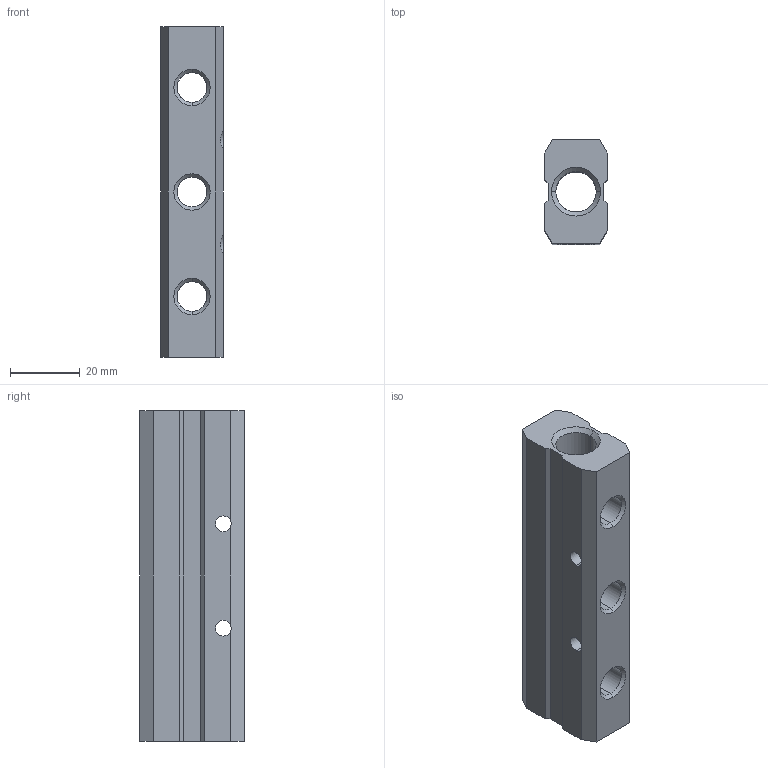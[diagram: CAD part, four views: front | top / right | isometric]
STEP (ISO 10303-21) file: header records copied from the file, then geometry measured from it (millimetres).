
FILE_DESCRIPTION (( 'STEP AP214' ), '1' );
FILE_NAME ('060480011AK00A.STEP', '2014-09-12T07:29:42', ( '' ), ( '' ), 'SwSTEP 2.0', 'SolidWorks 2013', '' );
FILE_SCHEMA (( 'AUTOMOTIVE_DESIGN' ));
Length unit declared in the file: millimetre
Products named in the file (1): 060480011AK00A
Bounding box: 18 x 30 x 95 mm (x, y, z)
Volume: 34222.2 mm3; surface area: 14206 mm2
Topology: 1 solids, 1 shells, 66 faces, 174 edges, 108 vertices
Faces by surface type: cylinder 26, cone 20, plane 20
Entity records: 2660 total; most frequent: CARTESIAN_POINT 817, DIRECTION 352, ORIENTED_EDGE 348, EDGE_CURVE 174, AXIS2_PLACEMENT_3D 127, VERTEX_POINT 108, VECTOR 98, LINE 98
